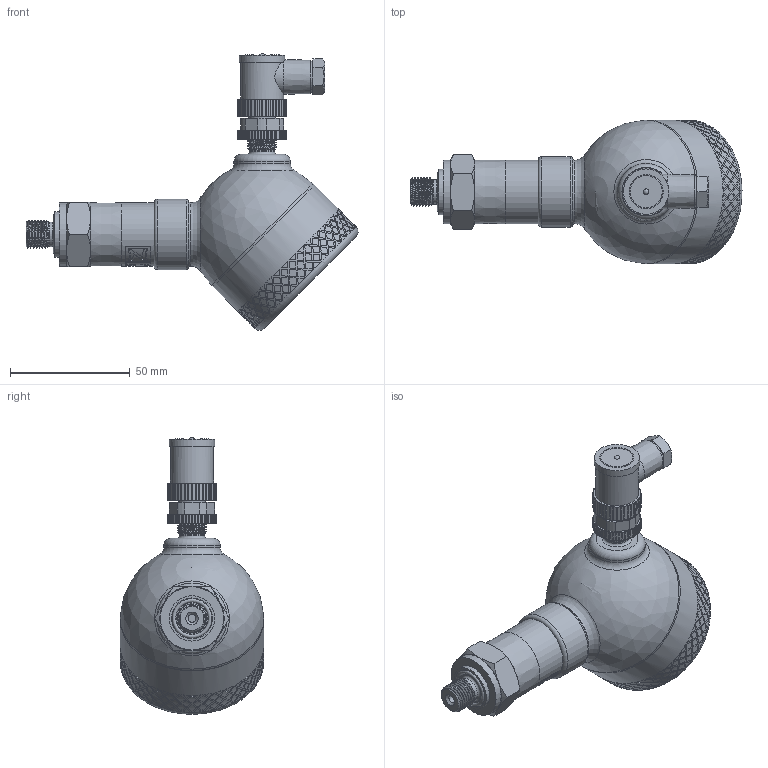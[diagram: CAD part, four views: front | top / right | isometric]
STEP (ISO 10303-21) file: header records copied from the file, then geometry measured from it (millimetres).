
FILE_DESCRIPTION(/* description */ (''),/* implementation_level */ '2;1');
FILE_NAME(/* name */ 'APZ3421FH_10_M12x1-angular.step',/* time_stamp */ '2021-06-30T15:00:13+03:00',/* author */ (''),/* organization */ (''),/* preprocessor_version */ 'ST-DEVELOPER v18.1',/* originating_system */ 'Autodesk Translation Framework v10.9.0.1377',/* authorisation */ '');
FILE_SCHEMA (('AUTOMOTIVE_DESIGN { 1 0 10303 214 3 1 1 }'));
Length unit declared in the file: millimetre
Products named in the file (7): Полевой корпус 
3420 3421 3230 заполненный; M12x1,25 DIN; FieldHousing Assembly v16; main body; Крышка без 
дисплея; Адаптер М12х1; M12x1 female angular v10
Assembly tree (6 placements, depth 3):
  Полевой корпус 
3420 3421 3230 заполненный
    M12x1,25 DIN
    FieldHousing Assembly v16
      main body
      Крышка без 
дисплея
      Адаптер М12х1
      M12x1 female angular v10
Bounding box: 138.91 x 60.1 x 115.68 mm (x, y, z)
Volume: 175218 mm3; surface area: 46999.8 mm2
Topology: 7 solids, 7 shells, 1590 faces, 3992 edges, 2623 vertices
Faces by surface type: bspline 866, cylinder 496, plane 170, cone 29, torus 25, sphere 4
Full cylindrical faces by diameter (mm): 1 x4, 3.3 x1, 7 x1, 8 x1, 9.3 x1, 9.471 x2, 10.2 x1, 10.438 x6, 10.5 x2, 10.741 x7, 11.035 x4, 11.156 x1, 11.866 x5, 11.884 x6, 12.152 x4, 13 x1, 13.5 x1, 16.7 x1, 18 x1, 19 x2, 19.7 x1, 21.6 x1, 22.4 x1, 23.6 x1, 24.5 x2, 26.5 x1, 29.5 x1, 55 x9, 56.5 x1, 57.2 x1
Entity records: 68036 total; most frequent: CARTESIAN_POINT 36663, ORIENTED_EDGE 7982, EDGE_CURVE 3991, DIRECTION 3673, VERTEX_POINT 2623, B_SPLINE_CURVE_WITH_KNOTS 2546, EDGE_LOOP 1804, FACE_OUTER_BOUND 1590
